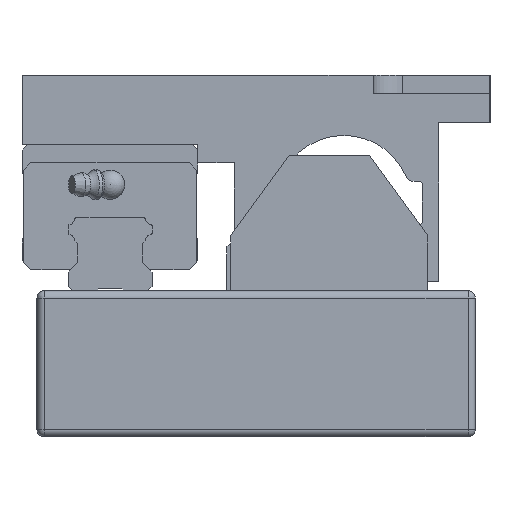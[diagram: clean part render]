
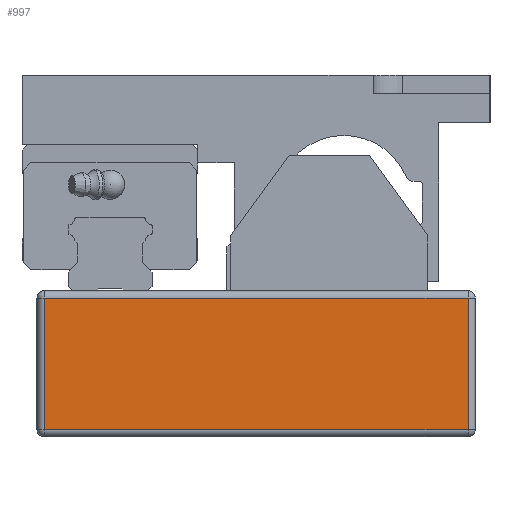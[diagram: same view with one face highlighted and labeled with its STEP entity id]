
A CAD part, left-side view. The second image highlights one B-rep face of the part: STEP entity #997.
In plain terms, the highlighted planar face has unit normal (-1, 0, 0).
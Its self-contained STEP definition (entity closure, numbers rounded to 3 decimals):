
#997 = ADVANCED_FACE( '', ( #2204 ), #2205, .T. );
#2204 = FACE_OUTER_BOUND( '', #3667, .T. );
#2205 = PLANE( '', #3668 );
#3667 = EDGE_LOOP( '', ( #6371, #6372, #6373, #6374 ) );
#3668 = AXIS2_PLACEMENT_3D( '', #6375, #6376, #6377 );
#6371 = ORIENTED_EDGE( '', *, *, #8714, .F. );
#6372 = ORIENTED_EDGE( '', *, *, #8805, .F. );
#6373 = ORIENTED_EDGE( '', *, *, #8846, .F. );
#6374 = ORIENTED_EDGE( '', *, *, #8771, .F. );
#6375 = CARTESIAN_POINT( '', ( -243., 58., 38. ) );
#6376 = DIRECTION( '', ( -1., 0., 0. ) );
#6377 = DIRECTION( '', ( 0., 0., 1. ) );
#8714 = EDGE_CURVE( '', #10690, #10692, #10693, .T. );
#8771 = EDGE_CURVE( '', #10692, #10224, #10771, .T. );
#8805 = EDGE_CURVE( '', #10386, #10690, #10811, .T. );
#8846 = EDGE_CURVE( '', #10224, #10386, #10861, .T. );
#10224 = VERTEX_POINT( '', #12715 );
#10386 = VERTEX_POINT( '', #12939 );
#10690 = VERTEX_POINT( '', #13414 );
#10692 = VERTEX_POINT( '', #13416 );
#10693 = LINE( '', #13417, #13418 );
#10771 = LINE( '', #13524, #13525 );
#10811 = LINE( '', #13576, #13577 );
#10861 = LINE( '', #13637, #13638 );
#12715 = CARTESIAN_POINT( '', ( -243., -58., 38. ) );
#12939 = CARTESIAN_POINT( '', ( -243., -58., 2. ) );
#13414 = CARTESIAN_POINT( '', ( -243., 58., 2. ) );
#13416 = CARTESIAN_POINT( '', ( -243., 58., 38. ) );
#13417 = CARTESIAN_POINT( '', ( -243., 58., 38. ) );
#13418 = VECTOR( '', #15246, 1000. );
#13524 = CARTESIAN_POINT( '', ( -243., -58., 38. ) );
#13525 = VECTOR( '', #15305, 1000. );
#13576 = CARTESIAN_POINT( '', ( -243., 58., 2. ) );
#13577 = VECTOR( '', #15341, 1000. );
#13637 = CARTESIAN_POINT( '', ( -243., -58., 2. ) );
#13638 = VECTOR( '', #15385, 1000. );
#15246 = DIRECTION( '', ( 0., 0., 1. ) );
#15305 = DIRECTION( '', ( 0., -1., 0. ) );
#15341 = DIRECTION( '', ( 0., 1., 0. ) );
#15385 = DIRECTION( '', ( 0., 0., -1. ) );
